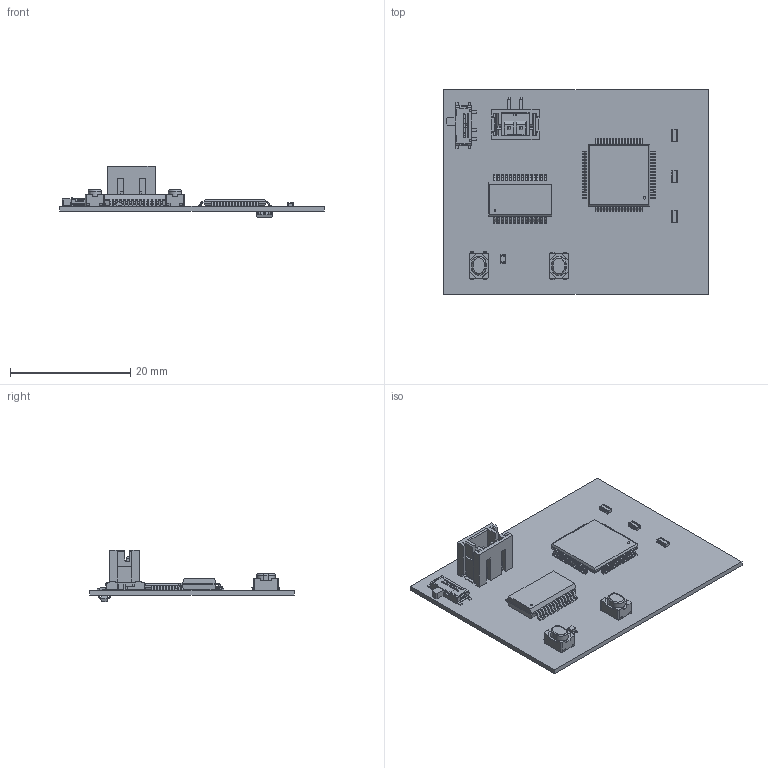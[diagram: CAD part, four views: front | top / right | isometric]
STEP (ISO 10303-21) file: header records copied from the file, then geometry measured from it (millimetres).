
FILE_DESCRIPTION(('Open CASCADE Model'),'2;1');
FILE_NAME('Open CASCADE Shape Model','2020-02-11T13:42:19',('Author'),( 'Open CASCADE'),'Open CASCADE STEP processor 6.8','Open CASCADE 6.8' ,'Unknown');
FILE_SCHEMA(('AUTOMOTIVE_DESIGN { 1 0 10303 214 1 1 1 1 }'));
Length unit declared in the file: millimetre
Products named in the file (31): PCB; Board; U4; SOT-23-6; U9; EXB-N8V162JX--3DModel-STEP-56544; U6; U3; U1; PAG64; U8; SSOP28_MC; SW2; PTS810_SJK_250_SMTR_LFS--3DModel-STEP-1; SW1; SW3; 450404015514_Download_STP_450404015514_rev1; Frame; Pin_4; Frame_1; Pin_1; Pin_2; Pin_3; Slider_1; Slider; Cover; J3; J1; B2B-PH-SM4-TB(LF)(SN)--3DModel-STEP-56544; D2; LTST-C191TBKT-5A--3DModel-STEP-56544
Assembly tree (33 placements, depth 4):
  PCB
    Board
    U4
      SOT-23-6
    U9
      EXB-N8V162JX--3DModel-STEP-56544
    U6
      EXB-N8V162JX--3DModel-STEP-56544
    U3
      EXB-N8V162JX--3DModel-STEP-56544
    U1
      PAG64
    U8
      SSOP28_MC
    SW2
      PTS810_SJK_250_SMTR_LFS--3DModel-STEP-1
    SW1
      PTS810_SJK_250_SMTR_LFS--3DModel-STEP-1
    SW3
      450404015514_Download_STP_450404015514_rev1
        Frame
        Pin_4
        Frame_1
        Pin_1
        Pin_2
        Pin_3
        Slider_1
        Slider
        Cover
    J3
    J1
      B2B-PH-SM4-TB(LF)(SN)--3DModel-STEP-56544
    D2
      LTST-C191TBKT-5A--3DModel-STEP-56544
Bounding box: 44 x 34 x 8.5 mm (x, y, z)
Volume: 1660.4 mm3; surface area: 4627.3 mm2
Topology: 158 solids, 158 shells, 2512 faces, 6458 edges, 4262 vertices
Faces by surface type: plane 1933, cylinder 569, torus 8, cone 2
Full cylindrical faces by diameter (mm): 0.279 x1, 0.408 x1, 0.5 x4, 0.8 x2
Entity records: 81313 total; most frequent: CARTESIAN_POINT 11775, ORIENTED_EDGE 11316, DIRECTION 11100, EDGE_CURVE 5658, LINE 4586, VECTOR 4586, VERTEX_POINT 3730, AXIS2_PLACEMENT_3D 3257
